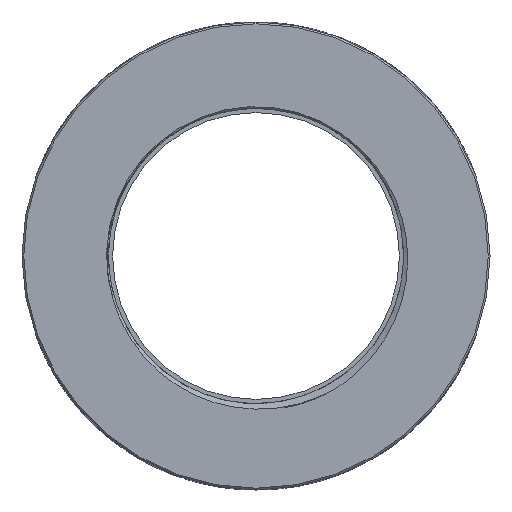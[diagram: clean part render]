
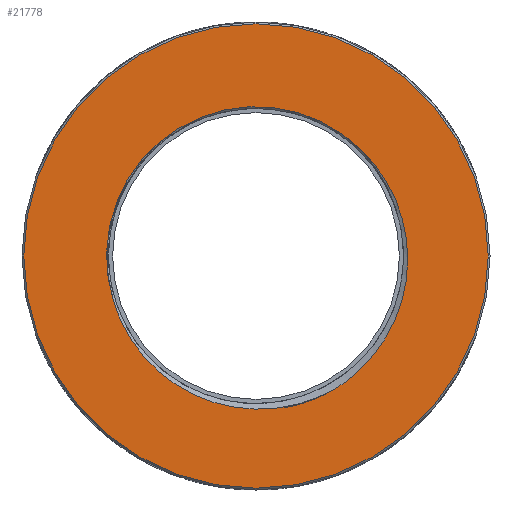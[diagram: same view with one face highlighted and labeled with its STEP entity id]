
A CAD part, front view. The second image highlights one B-rep face of the part: STEP entity #21778.
In plain terms, the highlighted planar face has unit normal (0, -1, 0).
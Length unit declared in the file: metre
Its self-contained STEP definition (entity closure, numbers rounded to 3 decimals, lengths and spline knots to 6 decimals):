
#682=PLANE('',#23300);
#4516=B_SPLINE_CURVE_WITH_KNOTS('',3,(#31793,#31794,#31795,#31796,#31797,
#31798,#31799,#31800,#31801,#31802,#31803,#31804,#31805,#31806),
 .UNSPECIFIED.,.F.,.F.,(4,1,1,1,1,1,1,1,1,1,1,4),(0.,0.009723,
0.019446,0.029168,0.038891,0.043753,
0.048614,0.053475,0.058337,0.063198,
0.06806,0.077782),.UNSPECIFIED.);
#4517=B_SPLINE_CURVE_WITH_KNOTS('',3,(#31809,#31810,#31811,#31812,#31813,
#31814,#31815,#31816,#31817,#31818,#31819,#31820,#31821),.UNSPECIFIED.,
 .F.,.F.,(4,1,1,1,1,1,1,1,1,1,4),(0.,0.009714,0.019427,
0.029141,0.038854,0.043711,0.048568,
0.053425,0.058282,0.067995,0.077709),
 .UNSPECIFIED.);
#6615=ORIENTED_EDGE('',*,*,#13596,.T.);
#6616=ORIENTED_EDGE('',*,*,#13597,.T.);
#6617=ORIENTED_EDGE('',*,*,#13598,.T.);
#6618=ORIENTED_EDGE('',*,*,#13599,.T.);
#13596=EDGE_CURVE('',#17088,#17089,#4516,.T.);
#13597=EDGE_CURVE('',#17089,#17090,#4517,.T.);
#13598=EDGE_CURVE('',#17090,#17088,#18609,.T.);
#13599=EDGE_CURVE('',#17091,#17091,#18610,.F.);
#17088=VERTEX_POINT('',#31807);
#17089=VERTEX_POINT('',#31808);
#17090=VERTEX_POINT('',#31822);
#17091=VERTEX_POINT('',#31825);
#18609=CIRCLE('',#23301,0.04165);
#18610=CIRCLE('',#23302,0.06475);
#18864=EDGE_LOOP('',(#6615,#6616,#6617));
#18865=EDGE_LOOP('',(#6618));
#20242=FACE_BOUND('',#18864,.T.);
#20243=FACE_BOUND('',#18865,.T.);
#21778=ADVANCED_FACE('',(#20242,#20243),#682,.F.);
#23300=AXIS2_PLACEMENT_3D('',#31792,#24792,#24793);
#23301=AXIS2_PLACEMENT_3D('',#31823,#24794,#24795);
#23302=AXIS2_PLACEMENT_3D('',#31824,#24796,#24797);
#24792=DIRECTION('',(0.,1.,0.));
#24793=DIRECTION('',(0.,0.,1.));
#24794=DIRECTION('',(0.,1.,0.));
#24795=DIRECTION('',(0.,0.,1.));
#24796=DIRECTION('',(0.,1.,0.));
#24797=DIRECTION('',(0.,0.,1.));
#31792=CARTESIAN_POINT('',(0.0532,-0.007,0.));
#31793=CARTESIAN_POINT('',(0.029198,-0.007,0.029702));
#31794=CARTESIAN_POINT('',(0.03156,-0.007,0.027472));
#31795=CARTESIAN_POINT('',(0.035739,-0.007,0.022456));
#31796=CARTESIAN_POINT('',(0.040064,-0.007,0.013841));
#31797=CARTESIAN_POINT('',(0.04237,-0.007,0.004258));
#31798=CARTESIAN_POINT('',(0.042426,-0.007,-0.003743));
#31799=CARTESIAN_POINT('',(0.041368,-0.007,-0.010167));
#31800=CARTESIAN_POINT('',(0.040047,-0.007,-0.014784));
#31801=CARTESIAN_POINT('',(0.038213,-0.007,-0.019236));
#31802=CARTESIAN_POINT('',(0.03585,-0.007,-0.023502));
#31803=CARTESIAN_POINT('',(0.033022,-0.007,-0.027473));
#31804=CARTESIAN_POINT('',(0.028723,-0.007,-0.032264));
#31805=CARTESIAN_POINT('',(0.024971,-0.007,-0.03526));
#31806=CARTESIAN_POINT('',(0.022222,-0.007,-0.036988));
#31807=CARTESIAN_POINT('',(0.029198,-0.007,0.029702));
#31808=CARTESIAN_POINT('',(0.022222,-0.007,-0.036988));
#31809=CARTESIAN_POINT('',(0.022222,-0.007,-0.036988));
#31810=CARTESIAN_POINT('',(0.019407,-0.007,-0.038603));
#31811=CARTESIAN_POINT('',(0.013417,-0.007,-0.041182));
#31812=CARTESIAN_POINT('',(0.003966,-0.007,-0.042955));
#31813=CARTESIAN_POINT('',(-0.005882,-0.007,-0.042562));
#31814=CARTESIAN_POINT('',(-0.013587,-0.007,-0.040433));
#31815=CARTESIAN_POINT('',(-0.019471,-0.007,-0.037668));
#31816=CARTESIAN_POINT('',(-0.023558,-0.007,-0.035134));
#31817=CARTESIAN_POINT('',(-0.027329,-0.007,-0.032162));
#31818=CARTESIAN_POINT('',(-0.031939,-0.007,-0.027587));
#31819=CARTESIAN_POINT('',(-0.036642,-0.007,-0.020935));
#31820=CARTESIAN_POINT('',(-0.039054,-0.007,-0.015013));
#31821=CARTESIAN_POINT('',(-0.039918,-0.007,-0.011885));
#31822=CARTESIAN_POINT('',(-0.039918,-0.007,-0.011885));
#31823=CARTESIAN_POINT('',(0.,-0.007,0.));
#31824=CARTESIAN_POINT('',(0.,-0.007,0.));
#31825=CARTESIAN_POINT('',(0.,-0.007,0.06475));
